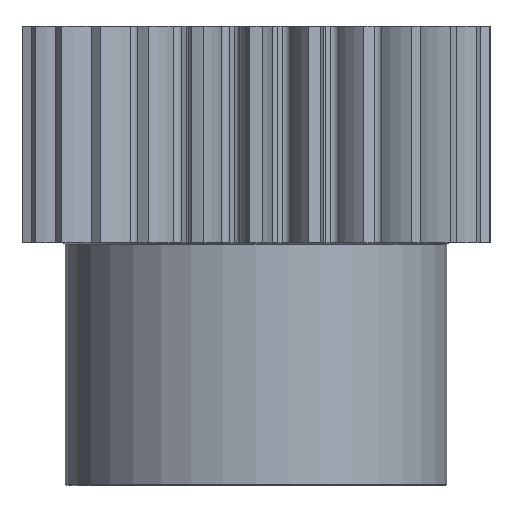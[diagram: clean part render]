
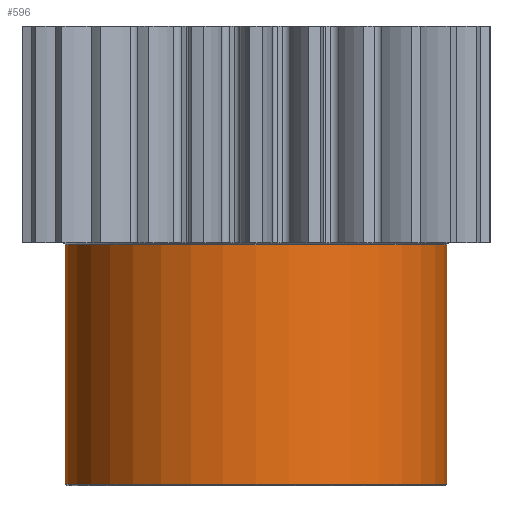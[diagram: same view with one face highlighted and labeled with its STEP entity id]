
A CAD part, front view. The second image highlights one B-rep face of the part: STEP entity #596.
In plain terms, the highlighted cylindrical face has radius 22 mm (diameter 44 mm), a partial arc.
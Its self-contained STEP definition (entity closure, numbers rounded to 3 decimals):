
#596=ADVANCED_FACE('NONE',(#1194),#1195,.T.);
#1194=FACE_OUTER_BOUND('',#1790,.T.);
#1195=CYLINDRICAL_SURFACE('',#1791,22.0);
#1790=EDGE_LOOP('',(#3674,#3675,#3676,#3677));
#1791=AXIS2_PLACEMENT_3D('',#3678,#3679,#3680);
#3674=ORIENTED_EDGE('',*,*,#3829,.F.);
#3675=ORIENTED_EDGE('',*,*,#4482,.T.);
#3676=ORIENTED_EDGE('',*,*,#3831,.T.);
#3677=ORIENTED_EDGE('',*,*,#3808,.T.);
#3678=CARTESIAN_POINT('',(0.0,0.0,-28.0));
#3679=DIRECTION('',(0.0,0.0,-1.0));
#3680=DIRECTION('',(1.0,0.0,0.0));
#3808=EDGE_CURVE('NONE',#4635,#4633,#4636,.T.);
#3829=EDGE_CURVE('NONE',#4660,#4633,#4669,.T.);
#3831=EDGE_CURVE('NONE',#4662,#4635,#4671,.T.);
#4482=EDGE_CURVE('NONE',#4660,#4662,#5622,.T.);
#4633=VERTEX_POINT('NONE',#5803);
#4635=VERTEX_POINT('NONE',#5805);
#4636=CIRCLE('',#5806,22.0);
#4660=VERTEX_POINT('NONE',#5834);
#4662=VERTEX_POINT('NONE',#5837);
#4669=LINE('',#5847,#5848);
#4671=LINE('',#5850,#5851);
#5622=CIRCLE('',#6952,22.0);
#5803=CARTESIAN_POINT('',(-22.0,0.,-0.2));
#5805=CARTESIAN_POINT('',(22.0,0.0,-0.2));
#5806=AXIS2_PLACEMENT_3D('',#7090,#7091,#7092);
#5834=CARTESIAN_POINT('',(-22.0,0.,-27.8));
#5837=CARTESIAN_POINT('',(22.0,0.0,-27.8));
#5847=CARTESIAN_POINT('',(-22.0,0.,-28.0));
#5848=VECTOR('',#7122,1000.0);
#5850=CARTESIAN_POINT('',(22.0,0.0,-28.0));
#5851=VECTOR('',#7126,1000.0);
#6952=AXIS2_PLACEMENT_3D('',#8273,#8274,#8275);
#7090=CARTESIAN_POINT('',(0.0,0.0,-0.2));
#7091=DIRECTION('',(0.0,0.0,-1.0));
#7092=DIRECTION('',(1.0,0.0,0.0));
#7122=DIRECTION('',(0.0,0.0,1.0));
#7126=DIRECTION('',(0.0,0.0,1.0));
#8273=CARTESIAN_POINT('',(0.0,0.0,-27.8));
#8274=DIRECTION('',(0.0,-0.0,1.0));
#8275=DIRECTION('',(1.0,0.0,0.0));
